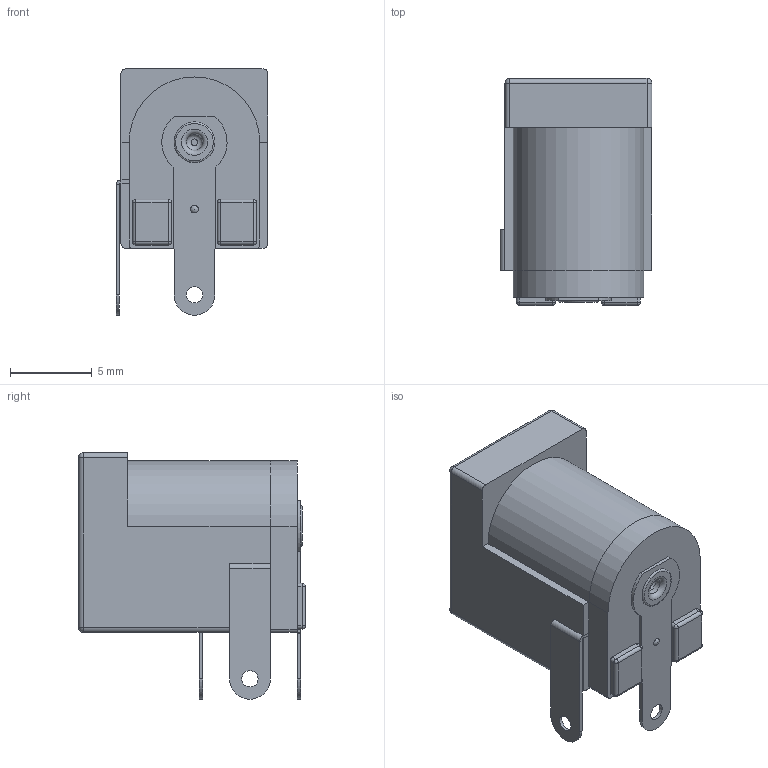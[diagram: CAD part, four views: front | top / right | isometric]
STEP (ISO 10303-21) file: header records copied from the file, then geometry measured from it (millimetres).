
FILE_DESCRIPTION(('STEP AP214'), '1');
FILE_NAME('DS-2XXAB (DCI)', '', ('UNSPECIFIED'), ('UNSPECIFIED'), 'ASCON STEP Converter 1.6', 'ASCON Math Kernel', '');
FILE_SCHEMA(('AUTOMOTIVE_DESIGN { 1 0 10303 214 3 1 1}'));
Length unit declared in the file: millimetre
Bounding box: 9.3 x 13.9 x 15.1 mm (x, y, z)
Volume: 719.2 mm3; surface area: 1656.8 mm2
Topology: 6 solids, 6 shells, 226 faces, 555 edges, 334 vertices
Faces by surface type: plane 130, cylinder 63, sphere 17, torus 10, bspline 6
Full cylindrical faces by diameter (mm): 1 x4, 2 x5, 3.2 x2, 6.4 x1
Entity records: 8628 total; most frequent: CARTESIAN_POINT 1555, DIRECTION 1076, ORIENTED_EDGE 1026, EDGE_CURVE 513, LINE 368, VECTOR 368, AXIS2_PLACEMENT_3D 354, VERTEX_POINT 329
